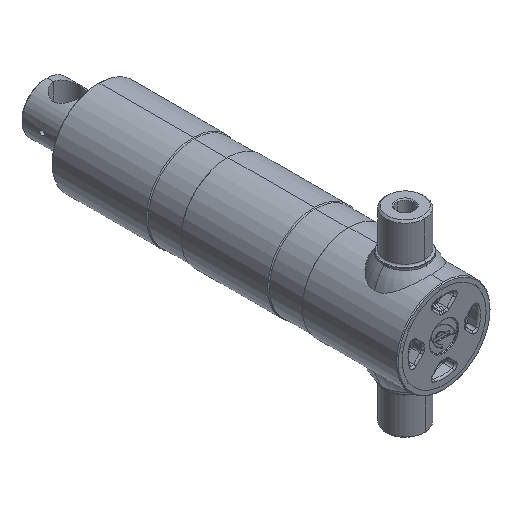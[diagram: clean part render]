
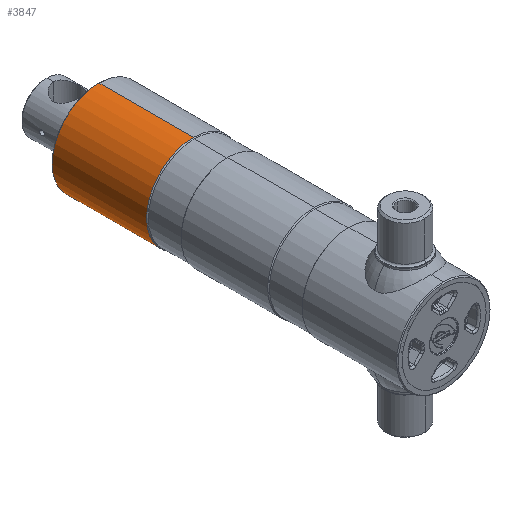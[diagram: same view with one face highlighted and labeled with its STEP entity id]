
A CAD part, isometric view. The second image highlights one B-rep face of the part: STEP entity #3847.
In plain terms, the highlighted cylindrical face has radius 54 mm (diameter 108 mm), a partial arc.
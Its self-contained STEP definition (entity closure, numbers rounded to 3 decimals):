
#79 = AXIS2_PLACEMENT_3D ( 'NONE', #1362, #2487, #2591 ) ;
#130 = CIRCLE ( 'NONE', #6585, 54. ) ;
#842 = EDGE_LOOP ( 'NONE', ( #3690, #6659, #6883, #5856 ) ) ;
#873 = VECTOR ( 'NONE', #7152, 1000. ) ;
#909 = VECTOR ( 'NONE', #9260, 1000. ) ;
#1054 = VERTEX_POINT ( 'NONE', #1303 ) ;
#1206 = DIRECTION ( 'NONE',  ( 0., -1., 0. ) ) ;
#1303 = CARTESIAN_POINT ( 'NONE',  ( 0., 290., 54. ) ) ;
#1362 = CARTESIAN_POINT ( 'NONE',  ( 0., 290., 0. ) ) ;
#1466 = CARTESIAN_POINT ( 'NONE',  ( 0., 399., -54. ) ) ;
#2106 = VERTEX_POINT ( 'NONE', #1466 ) ;
#2340 = EDGE_CURVE ( 'NONE', #1054, #7590, #3576, .T. ) ;
#2378 = CARTESIAN_POINT ( 'NONE',  ( 0., -17.46, 0. ) ) ;
#2417 = LINE ( 'NONE', #8482, #909 ) ;
#2487 = DIRECTION ( 'NONE',  ( 0., -1., 0. ) ) ;
#2591 = DIRECTION ( 'NONE',  ( 0., 0., 1. ) ) ;
#3576 = CIRCLE ( 'NONE', #79, 54. ) ;
#3690 = ORIENTED_EDGE ( 'NONE', *, *, #6831, .T. ) ;
#3847 = ADVANCED_FACE ( 'NONE', ( #9328 ), #9295, .T. ) ;
#5452 = CARTESIAN_POINT ( 'NONE',  ( 0., 399., 54. ) ) ;
#5669 = CARTESIAN_POINT ( 'NONE',  ( 0., 399., 0. ) ) ;
#5856 = ORIENTED_EDGE ( 'NONE', *, *, #9086, .F. ) ;
#6354 = DIRECTION ( 'NONE',  ( 0., 0., 1. ) ) ;
#6431 = CARTESIAN_POINT ( 'NONE',  ( 0., -17.46, 54. ) ) ;
#6585 = AXIS2_PLACEMENT_3D ( 'NONE', #5669, #1206, #6354 ) ;
#6659 = ORIENTED_EDGE ( 'NONE', *, *, #9231, .T. ) ;
#6706 = AXIS2_PLACEMENT_3D ( 'NONE', #2378, #8981, #6734 ) ;
#6734 = DIRECTION ( 'NONE',  ( 0., 0., 1. ) ) ;
#6831 = EDGE_CURVE ( 'NONE', #7684, #2106, #130, .T. ) ;
#6883 = ORIENTED_EDGE ( 'NONE', *, *, #2340, .F. ) ;
#7152 = DIRECTION ( 'NONE',  ( 0., -1., 0. ) ) ;
#7590 = VERTEX_POINT ( 'NONE', #8220 ) ;
#7684 = VERTEX_POINT ( 'NONE', #5452 ) ;
#8220 = CARTESIAN_POINT ( 'NONE',  ( 0., 290., -54. ) ) ;
#8324 = LINE ( 'NONE', #6431, #873 ) ;
#8482 = CARTESIAN_POINT ( 'NONE',  ( 0., -17.46, -54. ) ) ;
#8981 = DIRECTION ( 'NONE',  ( 0., -1., 0. ) ) ;
#9086 = EDGE_CURVE ( 'NONE', #7684, #1054, #8324, .T. ) ;
#9231 = EDGE_CURVE ( 'NONE', #2106, #7590, #2417, .T. ) ;
#9260 = DIRECTION ( 'NONE',  ( 0., -1., 0. ) ) ;
#9295 = CYLINDRICAL_SURFACE ( 'NONE', #6706, 54. ) ;
#9328 = FACE_OUTER_BOUND ( 'NONE', #842, .T. ) ;
